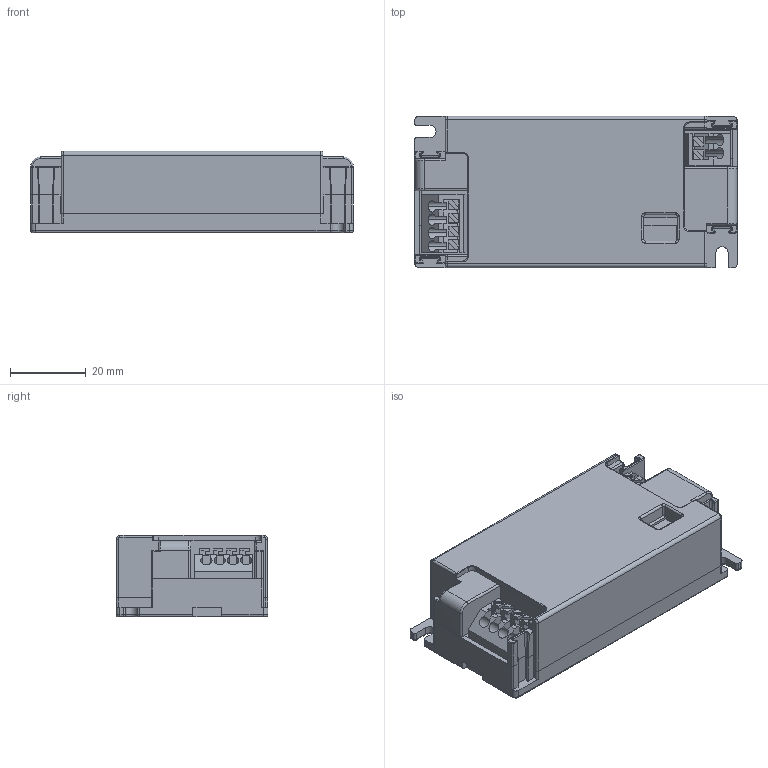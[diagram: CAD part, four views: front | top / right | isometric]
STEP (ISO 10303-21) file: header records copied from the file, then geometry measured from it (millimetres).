
FILE_DESCRIPTION(('Creo Elements/Direct Modeling STEP Export'),'2;1');
FILE_NAME('3D_ComfortLine_Compact_DIPSwitch_12W.stp','2022-08-31T10:57:37',(''),(''),'PTC Creo Elements/Direct Modeling STEP processor for AP214 (Solid Model)','PTC Creo Elements/Direct Modeling 19.0E 27-Jun-2016 (C) Parametric Technology GmbH','');
FILE_SCHEMA(('AUTOMOTIVE_DESIGN { 1 0 10303 214 1 1 1 1 }'));
Length unit declared in the file: millimetre
Products named in the file (4): Bottom_Casing; Top_casing; PCB; Casing
Assembly tree (3 placements, depth 2):
  Casing
    PCB
    Top_casing
    Bottom_Casing
Bounding box: 85 x 40 x 21.5 mm (x, y, z)
Volume: 22052.8 mm3; surface area: 35423.7 mm2
Topology: 3 solids, 23 shells, 1023 faces, 2681 edges, 1710 vertices
Faces by surface type: plane 663, cylinder 280, torus 42, sphere 30, cone 8
Entity records: 30381 total; most frequent: CARTESIAN_POINT 5451, ORIENTED_EDGE 5286, DIRECTION 5008, EDGE_CURVE 2643, VECTOR 1960, LINE 1960, VERTEX_POINT 1702, AXIS2_PLACEMENT_3D 1524
